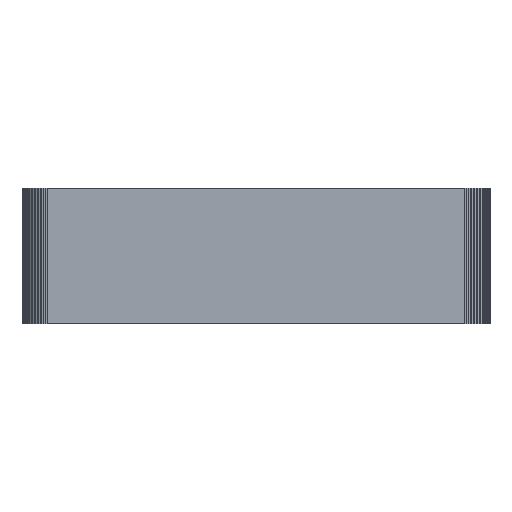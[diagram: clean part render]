
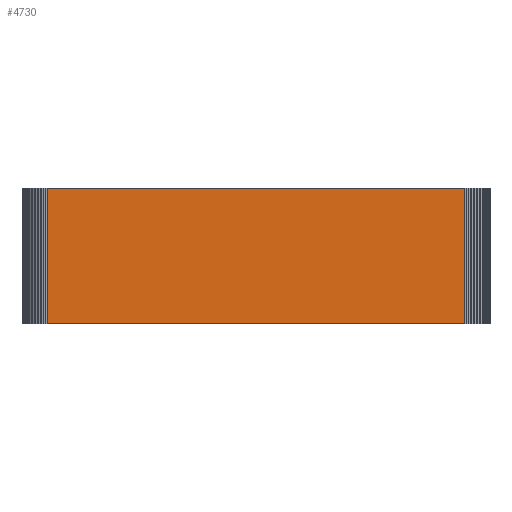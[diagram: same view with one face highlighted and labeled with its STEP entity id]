
A CAD part, front view. The second image highlights one B-rep face of the part: STEP entity #4730.
In plain terms, the highlighted free-form (B-spline) face has degree [1, 1] with [2, 2] control points.
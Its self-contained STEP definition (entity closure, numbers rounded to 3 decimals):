
#31 = B_SPLINE_SURFACE_WITH_KNOTS('',1,1,(
    (#32,#33)
    ,(#34,#35
    )),.UNSPECIFIED.,.F.,.F.,.F.,(2,2),(2,2),(-1288.436,
    1290.304),(-1269.685,1289.37),
  .PIECEWISE_BEZIER_KNOTS.);
#32 = CARTESIAN_POINT('',(32.75,-32.176,0.));
#33 = CARTESIAN_POINT('',(32.75,32.824,0.));
#34 = CARTESIAN_POINT('',(-32.75,-32.176,0.));
#35 = CARTESIAN_POINT('',(-32.75,32.824,0.));
#1804 = VERTEX_POINT('',#1805);
#1805 = CARTESIAN_POINT('',(29.25,-32.176,0.));
#1817 = B_SPLINE_SURFACE_WITH_KNOTS('',1,1,(
    (#1818,#1819)
    ,(#1820,#1821
    )),.UNSPECIFIED.,.F.,.F.,.F.,(2,2),(2,2),(0.,9.409),(
    -748.032,0.),.PIECEWISE_BEZIER_KNOTS.);
#1818 = CARTESIAN_POINT('',(29.489,-32.168,
    19.));
#1819 = CARTESIAN_POINT('',(29.489,-32.168,0.));
#1820 = CARTESIAN_POINT('',(29.25,-32.176,
    19.));
#1821 = CARTESIAN_POINT('',(29.25,-32.176,0.));
#1828 = EDGE_CURVE('',#1804,#1829,#1831,.T.);
#1829 = VERTEX_POINT('',#1830);
#1830 = CARTESIAN_POINT('',(-29.25,-32.176,0.));
#1831 = SURFACE_CURVE('',#1832,(#1835,#1841),.PCURVE_S1.);
#1832 = B_SPLINE_CURVE_WITH_KNOTS('',1,(#1833,#1834),.UNSPECIFIED.,.F.,
  .F.,(2,2),(0.,2303.15),.PIECEWISE_BEZIER_KNOTS.);
#1833 = CARTESIAN_POINT('',(29.25,-32.176,0.));
#1834 = CARTESIAN_POINT('',(-29.25,-32.176,0.));
#1835 = PCURVE('',#31,#1836);
#1836 = DEFINITIONAL_REPRESENTATION('',(#1837),#1840);
#1837 = B_SPLINE_CURVE_WITH_KNOTS('',1,(#1838,#1839),.UNSPECIFIED.,.F.,
  .F.,(2,2),(0.,2303.15),.PIECEWISE_BEZIER_KNOTS.);
#1838 = CARTESIAN_POINT('',(-1150.641,-1269.685));
#1839 = CARTESIAN_POINT('',(1152.508,-1269.685));
#1840 = ( GEOMETRIC_REPRESENTATION_CONTEXT(2) 
PARAMETRIC_REPRESENTATION_CONTEXT() REPRESENTATION_CONTEXT('2D SPACE',''
  ) );
#1841 = PCURVE('',#1842,#1847);
#1842 = B_SPLINE_SURFACE_WITH_KNOTS('',1,1,(
    (#1843,#1844)
    ,(#1845,#1846
    )),.UNSPECIFIED.,.F.,.F.,.F.,(2,2),(2,2),(0.,2303.15),(
    -748.032,0.),.PIECEWISE_BEZIER_KNOTS.);
#1843 = CARTESIAN_POINT('',(29.25,-32.176,
    19.));
#1844 = CARTESIAN_POINT('',(29.25,-32.176,0.));
#1845 = CARTESIAN_POINT('',(-29.25,-32.176,
    19.));
#1846 = CARTESIAN_POINT('',(-29.25,-32.176,0.));
#1847 = DEFINITIONAL_REPRESENTATION('',(#1848),#1851);
#1848 = B_SPLINE_CURVE_WITH_KNOTS('',1,(#1849,#1850),.UNSPECIFIED.,.F.,
  .F.,(2,2),(0.,2303.15),.PIECEWISE_BEZIER_KNOTS.);
#1849 = CARTESIAN_POINT('',(0.,0.));
#1850 = CARTESIAN_POINT('',(2303.15,0.));
#1851 = ( GEOMETRIC_REPRESENTATION_CONTEXT(2) 
PARAMETRIC_REPRESENTATION_CONTEXT() REPRESENTATION_CONTEXT('2D SPACE',''
  ) );
#1867 = B_SPLINE_SURFACE_WITH_KNOTS('',1,1,(
    (#1868,#1869)
    ,(#1870,#1871
    )),.UNSPECIFIED.,.F.,.F.,.F.,(2,2),(2,2),(0.,9.409),(
    -748.032,0.),.PIECEWISE_BEZIER_KNOTS.);
#1868 = CARTESIAN_POINT('',(-29.25,-32.176,
    19.));
#1869 = CARTESIAN_POINT('',(-29.25,-32.176,0.));
#1870 = CARTESIAN_POINT('',(-29.489,-32.168,
    19.));
#1871 = CARTESIAN_POINT('',(-29.489,-32.168,0.));
#2463 = B_SPLINE_SURFACE_WITH_KNOTS('',1,1,(
    (#2464,#2465)
    ,(#2466,#2467
    )),.UNSPECIFIED.,.F.,.F.,.F.,(2,2),(2,2),(-1289.37,
    1289.37),(-1279.528,1279.528),
  .PIECEWISE_BEZIER_KNOTS.);
#2464 = CARTESIAN_POINT('',(32.75,-32.176,
    19.));
#2465 = CARTESIAN_POINT('',(32.75,32.824,
    19.));
#2466 = CARTESIAN_POINT('',(-32.75,-32.176,
    19.));
#2467 = CARTESIAN_POINT('',(-32.75,32.824,
    19.));
#4648 = EDGE_CURVE('',#1829,#4649,#4651,.T.);
#4649 = VERTEX_POINT('',#4650);
#4650 = CARTESIAN_POINT('',(-29.25,-32.176,
    19.));
#4651 = SURFACE_CURVE('',#4652,(#4655,#4661),.PCURVE_S1.);
#4652 = B_SPLINE_CURVE_WITH_KNOTS('',1,(#4653,#4654),.UNSPECIFIED.,.F.,
  .F.,(2,2),(0.,748.032),.PIECEWISE_BEZIER_KNOTS.);
#4653 = CARTESIAN_POINT('',(-29.25,-32.176,0.));
#4654 = CARTESIAN_POINT('',(-29.25,-32.176,
    19.));
#4655 = PCURVE('',#1867,#4656);
#4656 = DEFINITIONAL_REPRESENTATION('',(#4657),#4660);
#4657 = B_SPLINE_CURVE_WITH_KNOTS('',1,(#4658,#4659),.UNSPECIFIED.,.F.,
  .F.,(2,2),(0.,748.032),.PIECEWISE_BEZIER_KNOTS.);
#4658 = CARTESIAN_POINT('',(0.,0.));
#4659 = CARTESIAN_POINT('',(0.,-748.032));
#4660 = ( GEOMETRIC_REPRESENTATION_CONTEXT(2) 
PARAMETRIC_REPRESENTATION_CONTEXT() REPRESENTATION_CONTEXT('2D SPACE',''
  ) );
#4661 = PCURVE('',#1842,#4662);
#4662 = DEFINITIONAL_REPRESENTATION('',(#4663),#4666);
#4663 = B_SPLINE_CURVE_WITH_KNOTS('',1,(#4664,#4665),.UNSPECIFIED.,.F.,
  .F.,(2,2),(0.,748.032),.PIECEWISE_BEZIER_KNOTS.);
#4664 = CARTESIAN_POINT('',(2303.15,0.));
#4665 = CARTESIAN_POINT('',(2303.15,-748.032));
#4666 = ( GEOMETRIC_REPRESENTATION_CONTEXT(2) 
PARAMETRIC_REPRESENTATION_CONTEXT() REPRESENTATION_CONTEXT('2D SPACE',''
  ) );
#4730 = ADVANCED_FACE('',(#4731),#1842,.T.);
#4731 = FACE_BOUND('',#4732,.T.);
#4732 = EDGE_LOOP('',(#4733,#4753,#4771,#4772));
#4733 = ORIENTED_EDGE('',*,*,#4734,.T.);
#4734 = EDGE_CURVE('',#1804,#4735,#4737,.T.);
#4735 = VERTEX_POINT('',#4736);
#4736 = CARTESIAN_POINT('',(29.25,-32.176,
    19.));
#4737 = SURFACE_CURVE('',#4738,(#4741,#4747),.PCURVE_S1.);
#4738 = B_SPLINE_CURVE_WITH_KNOTS('',1,(#4739,#4740),.UNSPECIFIED.,.F.,
  .F.,(2,2),(0.,748.032),.PIECEWISE_BEZIER_KNOTS.);
#4739 = CARTESIAN_POINT('',(29.25,-32.176,0.));
#4740 = CARTESIAN_POINT('',(29.25,-32.176,
    19.));
#4741 = PCURVE('',#1842,#4742);
#4742 = DEFINITIONAL_REPRESENTATION('',(#4743),#4746);
#4743 = B_SPLINE_CURVE_WITH_KNOTS('',1,(#4744,#4745),.UNSPECIFIED.,.F.,
  .F.,(2,2),(0.,748.032),.PIECEWISE_BEZIER_KNOTS.);
#4744 = CARTESIAN_POINT('',(0.,0.));
#4745 = CARTESIAN_POINT('',(0.,-748.032));
#4746 = ( GEOMETRIC_REPRESENTATION_CONTEXT(2) 
PARAMETRIC_REPRESENTATION_CONTEXT() REPRESENTATION_CONTEXT('2D SPACE',''
  ) );
#4747 = PCURVE('',#1817,#4748);
#4748 = DEFINITIONAL_REPRESENTATION('',(#4749),#4752);
#4749 = B_SPLINE_CURVE_WITH_KNOTS('',1,(#4750,#4751),.UNSPECIFIED.,.F.,
  .F.,(2,2),(0.,748.032),.PIECEWISE_BEZIER_KNOTS.);
#4750 = CARTESIAN_POINT('',(9.409,0.));
#4751 = CARTESIAN_POINT('',(9.409,-748.032));
#4752 = ( GEOMETRIC_REPRESENTATION_CONTEXT(2) 
PARAMETRIC_REPRESENTATION_CONTEXT() REPRESENTATION_CONTEXT('2D SPACE',''
  ) );
#4753 = ORIENTED_EDGE('',*,*,#4754,.T.);
#4754 = EDGE_CURVE('',#4735,#4649,#4755,.T.);
#4755 = SURFACE_CURVE('',#4756,(#4759,#4765),.PCURVE_S1.);
#4756 = B_SPLINE_CURVE_WITH_KNOTS('',1,(#4757,#4758),.UNSPECIFIED.,.F.,
  .F.,(2,2),(0.,2303.15),.PIECEWISE_BEZIER_KNOTS.);
#4757 = CARTESIAN_POINT('',(29.25,-32.176,
    19.));
#4758 = CARTESIAN_POINT('',(-29.25,-32.176,
    19.));
#4759 = PCURVE('',#1842,#4760);
#4760 = DEFINITIONAL_REPRESENTATION('',(#4761),#4764);
#4761 = B_SPLINE_CURVE_WITH_KNOTS('',1,(#4762,#4763),.UNSPECIFIED.,.F.,
  .F.,(2,2),(0.,2303.15),.PIECEWISE_BEZIER_KNOTS.);
#4762 = CARTESIAN_POINT('',(0.,-748.032));
#4763 = CARTESIAN_POINT('',(2303.15,-748.032));
#4764 = ( GEOMETRIC_REPRESENTATION_CONTEXT(2) 
PARAMETRIC_REPRESENTATION_CONTEXT() REPRESENTATION_CONTEXT('2D SPACE',''
  ) );
#4765 = PCURVE('',#2463,#4766);
#4766 = DEFINITIONAL_REPRESENTATION('',(#4767),#4770);
#4767 = B_SPLINE_CURVE_WITH_KNOTS('',1,(#4768,#4769),.UNSPECIFIED.,.F.,
  .F.,(2,2),(0.,2303.15),.PIECEWISE_BEZIER_KNOTS.);
#4768 = CARTESIAN_POINT('',(-1151.575,-1279.528));
#4769 = CARTESIAN_POINT('',(1151.575,-1279.528));
#4770 = ( GEOMETRIC_REPRESENTATION_CONTEXT(2) 
PARAMETRIC_REPRESENTATION_CONTEXT() REPRESENTATION_CONTEXT('2D SPACE',''
  ) );
#4771 = ORIENTED_EDGE('',*,*,#4648,.F.);
#4772 = ORIENTED_EDGE('',*,*,#1828,.F.);
